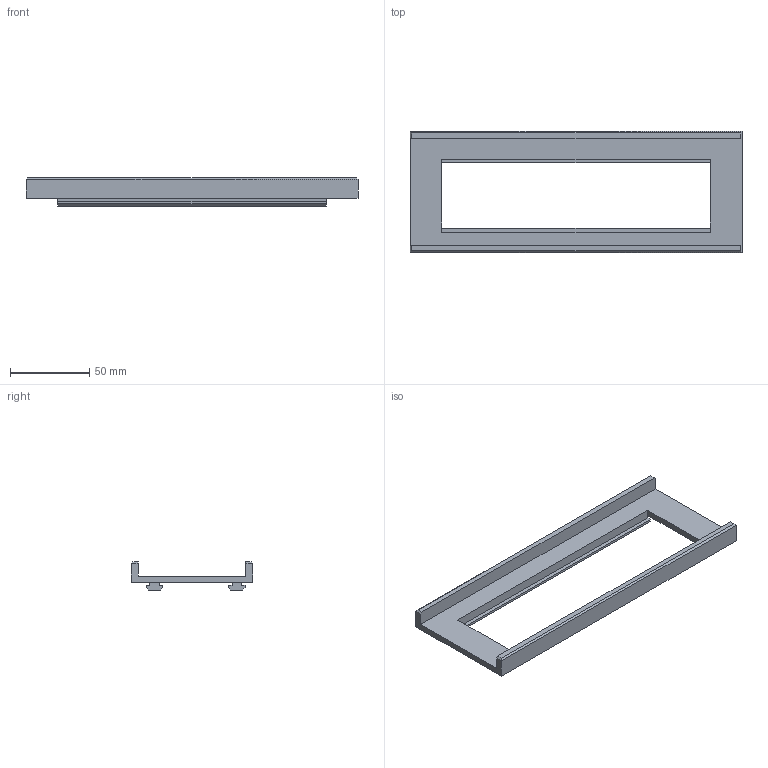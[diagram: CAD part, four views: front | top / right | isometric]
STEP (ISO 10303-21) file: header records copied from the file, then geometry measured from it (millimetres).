
FILE_DESCRIPTION (( 'STEP AP214' ), '1' );
FILE_NAME ('LCD mount.STEP', '2023-05-24T09:18:14', ( '' ), ( '' ), 'SwSTEP 2.0', 'SolidWorks 2020', '' );
FILE_SCHEMA (( 'AUTOMOTIVE_DESIGN' ));
Length unit declared in the file: millimetre
Products named in the file (1): LCD mount
Bounding box: 210 x 76.65 x 17.9 mm (x, y, z)
Volume: 63027.6 mm3; surface area: 34090.4 mm2
Topology: 1 solids, 1 shells, 40 faces, 106 edges, 68 vertices
Faces by surface type: plane 40
Entity records: 1244 total; most frequent: CARTESIAN_POINT 215, ORIENTED_EDGE 212, DIRECTION 188, LINE 106, EDGE_CURVE 106, VECTOR 106, VERTEX_POINT 68, EDGE_LOOP 42
